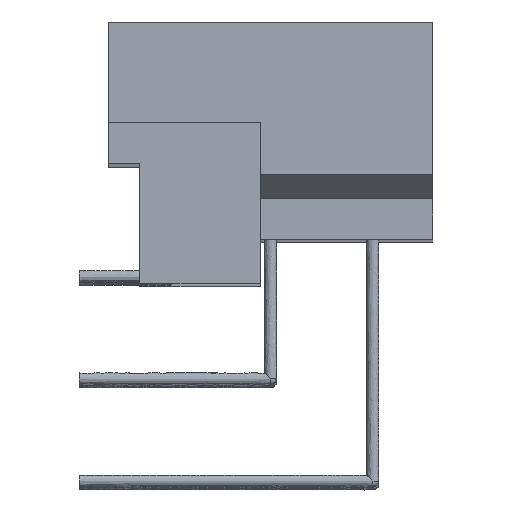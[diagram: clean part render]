
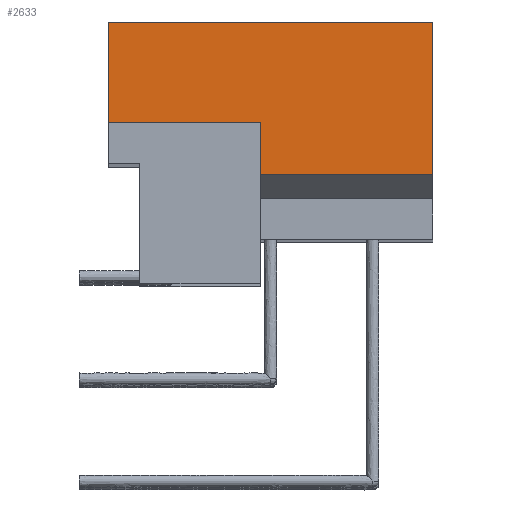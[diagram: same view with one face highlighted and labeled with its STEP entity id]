
A CAD part, top view. The second image highlights one B-rep face of the part: STEP entity #2633.
In plain terms, the highlighted free-form (B-spline) face has degree [1, 1] with [2, 2] control points.
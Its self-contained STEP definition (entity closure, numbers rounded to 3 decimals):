
#2560=CARTESIAN_POINT('V6',(-1.55,10.8,
   87.5));
#2561=VERTEX_POINT('V6',#2560);
#2567=CARTESIAN_POINT('V5',(14.55,10.8,
   87.5));
#2568=VERTEX_POINT('V5',#2567);
#2569=CARTESIAN_POINT('E5',(-1.55,10.8,
   87.5));
#2570=CARTESIAN_POINT('E5',(14.55,10.8,
   87.5));
#2571=QUASI_UNIFORM_CURVE('E5',1,(#2569,#2570),.POLYLINE_FORM.,.F.,
   .U.);
#2572=EDGE_CURVE('E5',#2561,#2568,#2571,.T.);
#2592=CARTESIAN_POINT('F1',(-2.355,-0.54,
   87.5));
#2593=CARTESIAN_POINT('F1',(15.355,-0.54,
   87.5));
#2594=CARTESIAN_POINT('F1',(-2.355,11.34,
   87.5));
#2595=CARTESIAN_POINT('F1',(15.355,11.34,
   87.5));
#2596=QUASI_UNIFORM_SURFACE('F1',1,1,((#2592,#2594),(#2593,#2595)),
   .PLANE_SURF.,.F.,.F.,.U.);
#2597=CARTESIAN_POINT('V1',(-1.55,5.8,
   87.5));
#2598=VERTEX_POINT('V1',#2597);
#2599=CARTESIAN_POINT('V2',(6.,5.8,
   87.5));
#2600=VERTEX_POINT('V2',#2599);
#2601=CARTESIAN_POINT('E1',(-1.55,5.8,
   87.5));
#2602=CARTESIAN_POINT('E1',(6.,5.8,
   87.5));
#2603=QUASI_UNIFORM_CURVE('E1',1,(#2601,#2602),.POLYLINE_FORM.,.F.,
   .U.);
#2604=EDGE_CURVE('E1',#2598,#2600,#2603,.T.);
#2605=ORIENTED_EDGE('E1',*,*,#2604,.T.);
#2606=CARTESIAN_POINT('V3',(6.,3.24,
   87.5));
#2607=VERTEX_POINT('V3',#2606);
#2608=CARTESIAN_POINT('E2',(6.,5.8,
   87.5));
#2609=CARTESIAN_POINT('E2',(6.,3.24,
   87.5));
#2610=QUASI_UNIFORM_CURVE('E2',1,(#2608,#2609),.POLYLINE_FORM.,.F.,
   .U.);
#2611=EDGE_CURVE('E2',#2600,#2607,#2610,.T.);
#2612=ORIENTED_EDGE('E2',*,*,#2611,.T.);
#2613=CARTESIAN_POINT('V4',(14.55,3.24,
   87.5));
#2614=VERTEX_POINT('V4',#2613);
#2615=CARTESIAN_POINT('E3',(6.,3.24,
   87.5));
#2616=CARTESIAN_POINT('E3',(14.55,3.24,
   87.5));
#2617=B_SPLINE_CURVE_WITH_KNOTS('E3',1,(#2615,#2616),.POLYLINE_FORM.,
   .F.,.U.,(2,2),(1.852,4.49),
   .UNSPECIFIED.);
#2618=EDGE_CURVE('E3',#2607,#2614,#2617,.T.);
#2619=ORIENTED_EDGE('E3',*,*,#2618,.T.);
#2620=CARTESIAN_POINT('E4',(14.55,10.8,
   87.5));
#2621=CARTESIAN_POINT('E4',(14.55,3.24,
   87.5));
#2622=B_SPLINE_CURVE_WITH_KNOTS('E4',1,(#2620,#2621),.POLYLINE_FORM.,
   .F.,.U.,(2,2),(0.0,0.7),.UNSPECIFIED.);
#2623=EDGE_CURVE('E4',#2568,#2614,#2622,.T.);
#2624=ORIENTED_EDGE('E4',*,*,#2623,.F.);
#2625=ORIENTED_EDGE('E5',*,*,#2572,.F.);
#2626=CARTESIAN_POINT('E6',(-1.55,5.8,
   87.5));
#2627=CARTESIAN_POINT('E6',(-1.55,10.8,
   87.5));
#2628=B_SPLINE_CURVE_WITH_KNOTS('E6',1,(#2626,#2627),.POLYLINE_FORM.,
   .F.,.U.,(2,2),(0.291,1.0),.UNSPECIFIED.);
#2629=EDGE_CURVE('E6',#2598,#2561,#2628,.T.);
#2630=ORIENTED_EDGE('E6',*,*,#2629,.F.);
#2631=EDGE_LOOP('F1',(#2605,#2612,#2619,#2624,#2625,#2630));
#2632=FACE_OUTER_BOUND('F1',#2631,.T.);
#2633=ADVANCED_FACE('F1',(#2632),#2596,.T.);
